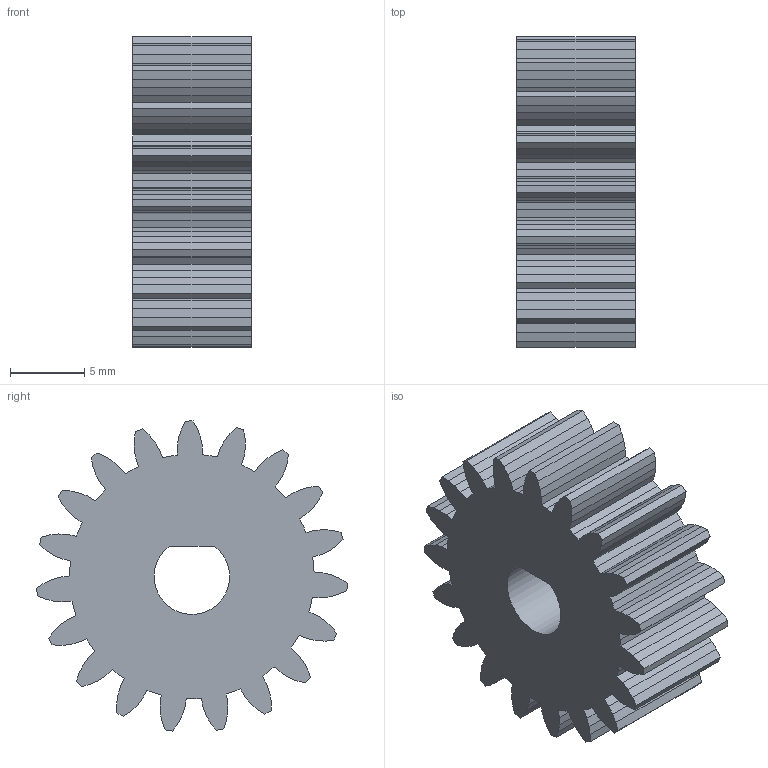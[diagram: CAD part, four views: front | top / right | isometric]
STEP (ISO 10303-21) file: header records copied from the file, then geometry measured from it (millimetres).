
FILE_DESCRIPTION(/* description */ (''),/* implementation_level */ '2;1');
FILE_NAME(/* name */ 'Gear_19z.step',/* time_stamp */ '2022-02-07T16:34:39+01:00',/* author */ (''),/* organization */ (''),/* preprocessor_version */ 'ST-DEVELOPER v18.1',/* originating_system */ 'Autodesk Translation Framework v10.9.0.1377',/* authorisation */ '');
FILE_SCHEMA (('AUTOMOTIVE_DESIGN { 1 0 10303 214 3 1 1 }'));
Length unit declared in the file: millimetre
Products named in the file (1): FusionComponent
Bounding box: 8 x 20.96 x 20.92 mm (x, y, z)
Volume: 2019.3 mm3; surface area: 1593.9 mm2
Topology: 1 solids, 1 shells, 213 faces, 633 edges, 422 vertices
Faces by surface type: plane 212, cylinder 1
Entity records: 7026 total; most frequent: CARTESIAN_POINT 1269, ORIENTED_EDGE 1266, DIRECTION 1063, EDGE_CURVE 633, LINE 631, VECTOR 631, VERTEX_POINT 422, AXIS2_PLACEMENT_3D 216
